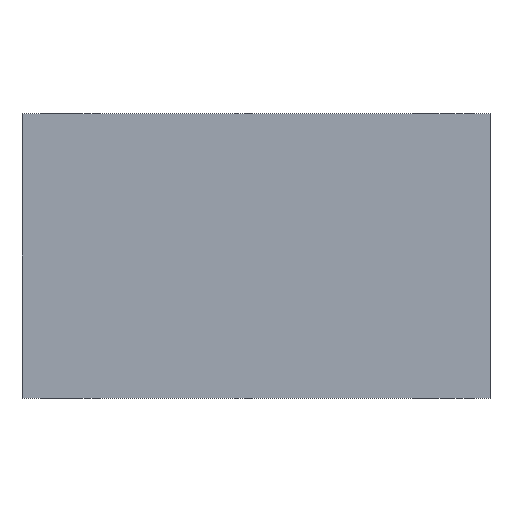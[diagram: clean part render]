
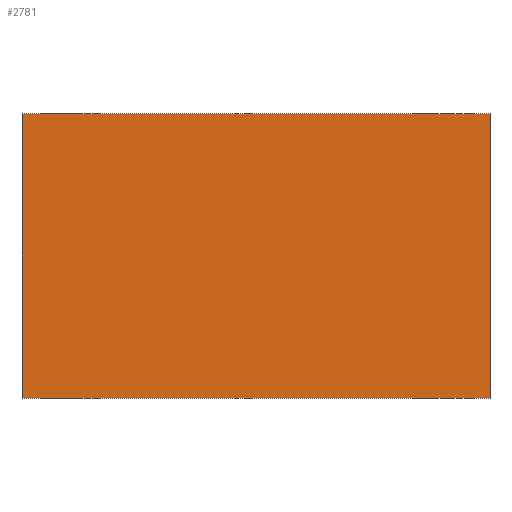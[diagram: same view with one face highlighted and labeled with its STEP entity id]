
A CAD part, front view. The second image highlights one B-rep face of the part: STEP entity #2781.
In plain terms, the highlighted planar face has unit normal (0, -1, 0).
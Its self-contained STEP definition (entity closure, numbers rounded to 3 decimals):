
#55=PLANE('',#3015);
#479=ORIENTED_EDGE('',*,*,#1282,.T.);
#480=ORIENTED_EDGE('',*,*,#1274,.F.);
#481=ORIENTED_EDGE('',*,*,#1278,.F.);
#482=ORIENTED_EDGE('',*,*,#1180,.T.);
#1180=EDGE_CURVE('',#1585,#1584,#1854,.T.);
#1274=EDGE_CURVE('',#1670,#1671,#1869,.T.);
#1278=EDGE_CURVE('',#1585,#1670,#1872,.T.);
#1282=EDGE_CURVE('',#1584,#1671,#1874,.T.);
#1584=VERTEX_POINT('',#4156);
#1585=VERTEX_POINT('',#4158);
#1670=VERTEX_POINT('',#4507);
#1671=VERTEX_POINT('',#4509);
#1854=LINE('',#4157,#2058);
#1869=LINE('',#4508,#2073);
#1872=LINE('',#4515,#2076);
#1874=LINE('',#4522,#2078);
#2058=VECTOR('',#3314,1000.);
#2073=VECTOR('',#3409,1000.);
#2076=VECTOR('',#3416,1000.);
#2078=VECTOR('',#3424,1000.);
#2273=EDGE_LOOP('',(#479,#480,#481,#482));
#2499=FACE_BOUND('',#2273,.T.);
#2781=ADVANCED_FACE('',(#2499),#55,.F.);
#3015=AXIS2_PLACEMENT_3D('',#4525,#3427,#3428);
#3314=DIRECTION('',(0.,0.,-1.));
#3409=DIRECTION('',(0.,0.,-1.));
#3416=DIRECTION('',(1.,0.,0.));
#3424=DIRECTION('',(1.,0.,0.));
#3427=DIRECTION('',(0.,1.,0.));
#3428=DIRECTION('',(0.,0.,1.));
#4156=CARTESIAN_POINT('',(-25.,0.,-15.2));
#4157=CARTESIAN_POINT('',(-25.,0.,15.2));
#4158=CARTESIAN_POINT('',(-25.,0.,15.2));
#4507=CARTESIAN_POINT('',(25.,0.,15.2));
#4508=CARTESIAN_POINT('',(25.,0.,15.2));
#4509=CARTESIAN_POINT('',(25.,0.,-15.2));
#4515=CARTESIAN_POINT('',(-25.,0.,15.2));
#4522=CARTESIAN_POINT('',(-25.,0.,-15.2));
#4525=CARTESIAN_POINT('',(-25.,0.,15.2));
